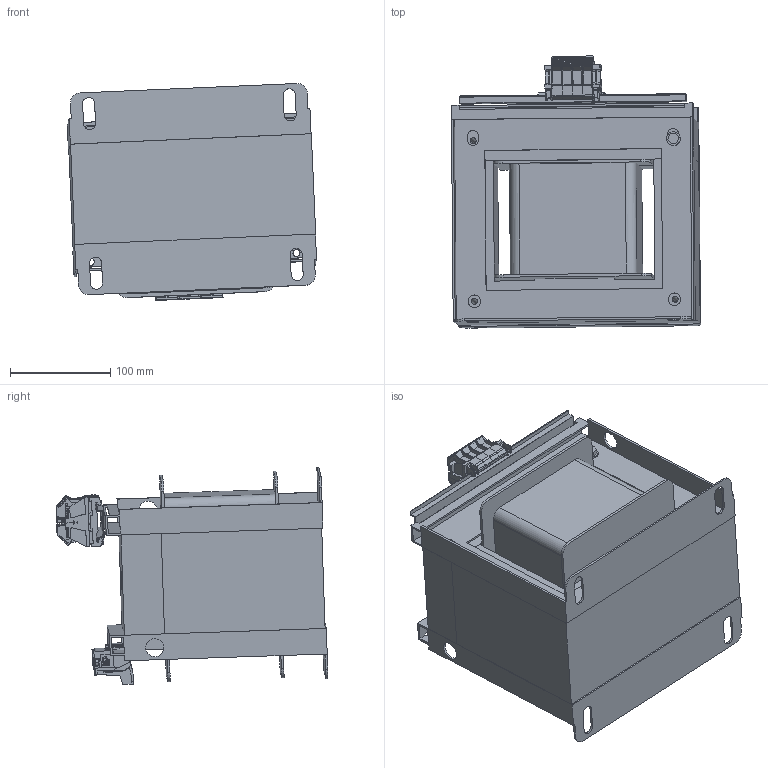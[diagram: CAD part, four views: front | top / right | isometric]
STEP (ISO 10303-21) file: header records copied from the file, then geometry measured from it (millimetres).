
FILE_DESCRIPTION (( 'STEP AP203' ), '1' );
FILE_NAME ('EURM4001.STEP', '2024-07-16T10:00:41', ( 'Utilisateur Windows' ), ( '' ), 'SwSTEP 2.0', 'SolidWorks 2023', '' );
FILE_SCHEMA (( 'CONFIG_CONTROL_DESIGN' ));
Length unit declared in the file: millimetre
Products named in the file (16): Vis tete hexa M6; Borne de jonction vissee 10mm gris contaclip; Carcasse mono EI 110x80; Borne synflex TRK 4 Vert jaune; Rail din symetrique 35x7.5 - 9 trous; Tôle monophasée EI 200 x 240 - E - 100; Cadre mono pour EI 200 x 240 support bornes; Borne contactlip TKS 10 Orange 2; Demi carc. nylon (RP3 155°C) EI 240 _ Emp. 50mm; EURM4001; Rondelle M6; Butee extremite a visser; Bouchon cavalier 17200_SQIK_25-10 2; Bobine mono EI 110x80; Bouchon cavalier 17200_SQIK_25-10; Tôle monophasée EI 200 x 240 - I - 100
Assembly tree (27 placements, depth 3):
  EURM4001
    Vis tete hexa M6  x2
    Rondelle M6  x2
    Borne synflex TRK 4 Vert jaune
    Tôle monophasée EI 200 x 240 - E - 100
    Tôle monophasée EI 200 x 240 - I - 100
    Cadre mono pour EI 200 x 240 support bornes  x2
    Carcasse mono EI 110x80
      Demi carc. nylon (RP3 155°C) EI 240 _ Emp. 50mm  x2
      Bobine mono EI 110x80
    Bouchon cavalier 17200_SQIK_25-10  x2
    Bouchon cavalier 17200_SQIK_25-10 2  x2
    Borne de jonction vissee 10mm gris contaclip  x4
    Butee extremite a visser  x2
    Rail din symetrique 35x7.5 - 9 trous
    Borne contactlip TKS 10 Orange 2  x3
Bounding box: 248.11 x 270.73 x 216.13 mm (x, y, z)
Volume: 5456093.6 mm3; surface area: 892661.6 mm2
Topology: 30 solids, 30 shells, 8275 faces, 23199 edges, 15095 vertices
Faces by surface type: plane 6434, cylinder 1401, bspline 360, torus 60, cone 20
Entity records: 104599 total; most frequent: CARTESIAN_POINT 25080, ORIENTED_EDGE 16942, DIRECTION 14821, EDGE_CURVE 8471, LINE 7125, VECTOR 7125, VERTEX_POINT 5531, AXIS2_PLACEMENT_3D 3848
